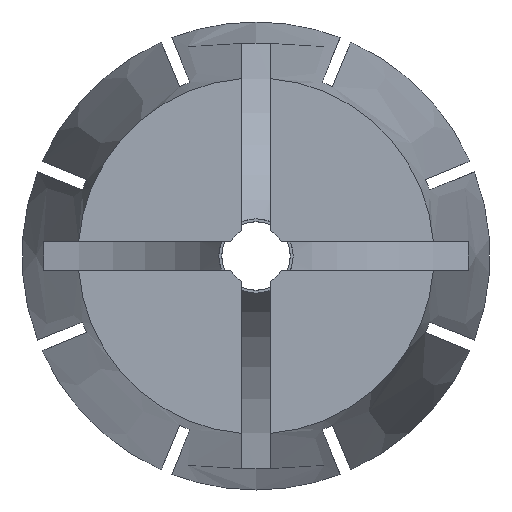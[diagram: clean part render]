
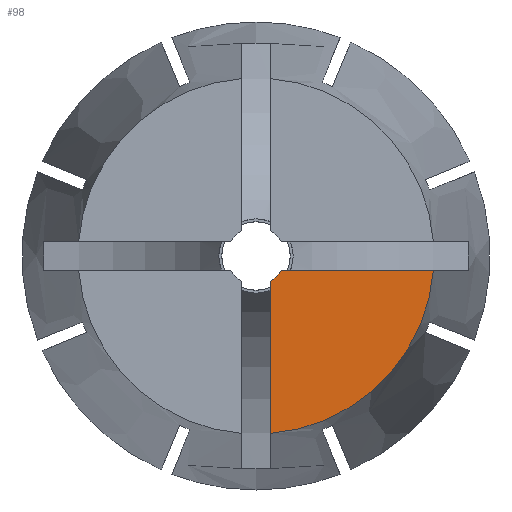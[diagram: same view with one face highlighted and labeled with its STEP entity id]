
A CAD part, left-side view. The second image highlights one B-rep face of the part: STEP entity #98.
In plain terms, the highlighted planar face has unit normal (-1, 0, 0).
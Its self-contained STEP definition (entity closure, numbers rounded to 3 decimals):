
#98 = ADVANCED_FACE ( 'NONE', ( #2865 ), #197, .T. ) ;
#197 = PLANE ( 'NONE',  #1813 ) ;
#299 = CARTESIAN_POINT ( 'NONE',  ( -46., -1.25, -15.545 ) ) ;
#488 = EDGE_LOOP ( 'NONE', ( #2879, #3782, #4034, #3471 ) ) ;
#922 = VERTEX_POINT ( 'NONE', #3972 ) ;
#923 = AXIS2_PLACEMENT_3D ( 'NONE', #1538, #1564, #1580 ) ;
#979 = CARTESIAN_POINT ( 'NONE',  ( -46., -15.545, -1.25 ) ) ;
#1035 = CARTESIAN_POINT ( 'NONE',  ( -46., -1.25, 0. ) ) ;
#1311 = DIRECTION ( 'NONE',  ( 0., -1., 0. ) ) ;
#1538 = CARTESIAN_POINT ( 'NONE',  ( -46., 0., 0. ) ) ;
#1564 = DIRECTION ( 'NONE',  ( 1., 0., 0. ) ) ;
#1580 = DIRECTION ( 'NONE',  ( 0., 0., -1. ) ) ;
#1633 = AXIS2_PLACEMENT_3D ( 'NONE', #2483, #2494, #2547 ) ;
#1813 = AXIS2_PLACEMENT_3D ( 'NONE', #4030, #3602, #3631 ) ;
#1815 = EDGE_CURVE ( 'NONE', #922, #2363, #1994, .T. ) ;
#1989 = VERTEX_POINT ( 'NONE', #299 ) ;
#1994 = LINE ( 'NONE', #3193, #2742 ) ;
#2249 = EDGE_CURVE ( 'NONE', #2485, #1989, #2272, .T. ) ;
#2272 = LINE ( 'NONE', #1035, #3104 ) ;
#2351 = CARTESIAN_POINT ( 'NONE',  ( -46., -1.25, -2.217 ) ) ;
#2363 = VERTEX_POINT ( 'NONE', #979 ) ;
#2483 = CARTESIAN_POINT ( 'NONE',  ( -46., 0., 0. ) ) ;
#2485 = VERTEX_POINT ( 'NONE', #2351 ) ;
#2494 = DIRECTION ( 'NONE',  ( 1., 0., 0. ) ) ;
#2547 = DIRECTION ( 'NONE',  ( 0., 0., -1. ) ) ;
#2742 = VECTOR ( 'NONE', #1311, 1000. ) ;
#2865 = FACE_OUTER_BOUND ( 'NONE', #488, .T. ) ;
#2879 = ORIENTED_EDGE ( 'NONE', *, *, #3003, .T. ) ;
#2926 = CIRCLE ( 'NONE', #1633, 15.595 ) ;
#3003 = EDGE_CURVE ( 'NONE', #922, #2485, #3279, .T. ) ;
#3100 = EDGE_CURVE ( 'NONE', #2363, #1989, #2926, .T. ) ;
#3104 = VECTOR ( 'NONE', #3587, 1000. ) ;
#3193 = CARTESIAN_POINT ( 'NONE',  ( -46., -15.595, -1.25 ) ) ;
#3279 = CIRCLE ( 'NONE', #923, 2.545 ) ;
#3471 = ORIENTED_EDGE ( 'NONE', *, *, #1815, .F. ) ;
#3587 = DIRECTION ( 'NONE',  ( 0., 0., -1. ) ) ;
#3602 = DIRECTION ( 'NONE',  ( -1., 0., 0. ) ) ;
#3631 = DIRECTION ( 'NONE',  ( 0., 0., 1. ) ) ;
#3782 = ORIENTED_EDGE ( 'NONE', *, *, #2249, .T. ) ;
#3972 = CARTESIAN_POINT ( 'NONE',  ( -46., -2.217, -1.25 ) ) ;
#4030 = CARTESIAN_POINT ( 'NONE',  ( -46., -15.595, 0. ) ) ;
#4034 = ORIENTED_EDGE ( 'NONE', *, *, #3100, .F. ) ;
